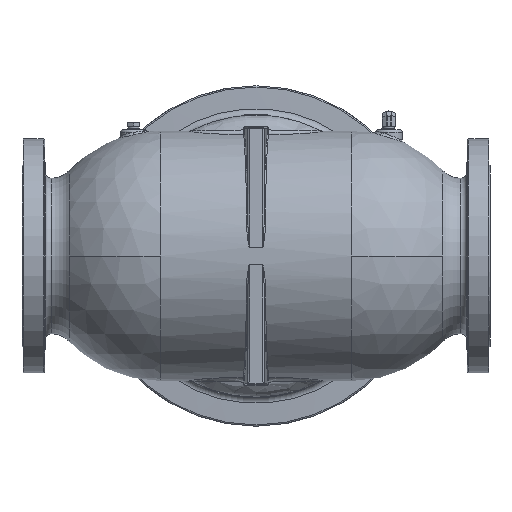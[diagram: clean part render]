
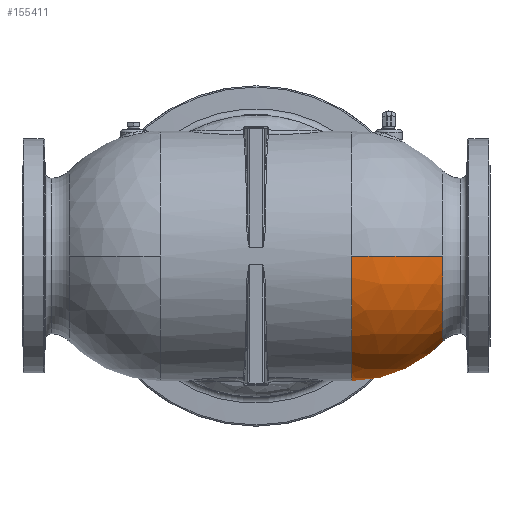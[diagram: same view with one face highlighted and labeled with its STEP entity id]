
A CAD part, front view. The second image highlights one B-rep face of the part: STEP entity #155411.
In plain terms, the highlighted spherical face has radius 149.225 mm.
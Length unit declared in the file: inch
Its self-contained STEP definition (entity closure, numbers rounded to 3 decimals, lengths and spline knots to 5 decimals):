
#1421 = AXIS2_PLACEMENT_3D ( 'NONE', #100150, #25418, #112699 ) ;
#1678 = CIRCLE ( 'NONE', #89503, 5.875 ) ;
#2044 = CARTESIAN_POINT ( 'NONE',  ( 5.43914, 4.1726, -4.02929 ) ) ;
#2586 = CARTESIAN_POINT ( 'NONE',  ( 6.54565, 5.18311, -1.87469 ) ) ;
#7369 = B_SPLINE_CURVE_WITH_KNOTS ( 'NONE', 3,
 ( #95931, #155664, #134635, #37288, #32219, #120780, #161807, #155327, #86502, #14913 ),
 .UNSPECIFIED., .F., .F.,
 ( 4, 2, 2, 2, 4 ),
 ( 0., 0.01341, 0.02012, 0.02348, 0.02683 ),
 .UNSPECIFIED. ) ;
#10199 = CARTESIAN_POINT ( 'NONE',  ( 4.5, 0., 0. ) ) ;
#12118 = EDGE_CURVE ( 'NONE', #34100, #122757, #21717, .T. ) ;
#13753 = CARTESIAN_POINT ( 'NONE',  ( 6.94972, 5.3399, 0. ) ) ;
#14179 = EDGE_CURVE ( 'NONE', #36317, #48531, #64572, .T. ) ;
#14624 = CARTESIAN_POINT ( 'NONE',  ( 5.66576, 4.39957, -3.72154 ) ) ;
#14913 = CARTESIAN_POINT ( 'NONE',  ( 6.94972, 5.3399, 0. ) ) ;
#15154 = CARTESIAN_POINT ( 'NONE',  ( 6.69889, 5.30781, -1.24737 ) ) ;
#16956 = CIRCLE ( 'NONE', #1421, 4.02111 ) ;
#18810 = EDGE_CURVE ( 'NONE', #36018, #91021, #7369, .T. ) ;
#18886 = ORIENTED_EDGE ( 'NONE', *, *, #83809, .T. ) ;
#20672 = ORIENTED_EDGE ( 'NONE', *, *, #155471, .T. ) ;
#21717 = CIRCLE ( 'NONE', #161077, 5.875 ) ;
#23114 = CARTESIAN_POINT ( 'NONE',  ( 4.5, 0., 0. ) ) ;
#25038 = EDGE_CURVE ( 'NONE', #54393, #34100, #160837, .T. ) ;
#25418 = DIRECTION ( 'NONE',  ( -1., 0., 0. ) ) ;
#27040 = DIRECTION ( 'NONE',  ( 0., 0., 1. ) ) ;
#27230 = CARTESIAN_POINT ( 'NONE',  ( 5.97745, 4.69214, -3.21944 ) ) ;
#30081 = AXIS2_PLACEMENT_3D ( 'NONE', #62428, #149851, #74914 ) ;
#32219 = CARTESIAN_POINT ( 'NONE',  ( 6.92665, 5.3394, -0.35458 ) ) ;
#34100 = VERTEX_POINT ( 'NONE', #100019 ) ;
#35454 = DIRECTION ( 'NONE',  ( 0., -1., 0. ) ) ;
#36018 = VERTEX_POINT ( 'NONE', #86013 ) ;
#36317 = VERTEX_POINT ( 'NONE', #42142 ) ;
#37288 = CARTESIAN_POINT ( 'NONE',  ( 6.91291, 5.3391, -0.44188 ) ) ;
#38905 = CARTESIAN_POINT ( 'NONE',  ( 8.78326, 0., -4.02111 ) ) ;
#39876 = CARTESIAN_POINT ( 'NONE',  ( 6.20688, 4.89584, -2.76495 ) ) ;
#40029 = CARTESIAN_POINT ( 'NONE',  ( 4.5, -5.875, 0. ) ) ;
#40195 = VERTEX_POINT ( 'NONE', #63197 ) ;
#42142 = CARTESIAN_POINT ( 'NONE',  ( 8.78326, 4.02111, 0. ) ) ;
#45038 = DIRECTION ( 'NONE',  ( -1., 0., 0. ) ) ;
#48531 = VERTEX_POINT ( 'NONE', #38905 ) ;
#51533 = AXIS2_PLACEMENT_3D ( 'NONE', #23114, #86410, #61889 ) ;
#51844 = CARTESIAN_POINT ( 'NONE',  ( 4.73436, 3.37713, -4.80666 ) ) ;
#52372 = CARTESIAN_POINT ( 'NONE',  ( 6.31099, 4.98575, -2.52611 ) ) ;
#53424 = DIRECTION ( 'NONE',  ( 0., 0., 1. ) ) ;
#54393 = VERTEX_POINT ( 'NONE', #89818 ) ;
#57999 = B_SPLINE_CURVE_WITH_KNOTS ( 'NONE', 3,
 ( #125535, #114006, #51844, #139198, #64364, #151802, #76857, #2044, #89401, #14624, #101959, #27230, #114536, #39876, #127117, #52372, #139726, #64902, #152335, #77387, #2586, #89945, #15154, #102490 ),
 .UNSPECIFIED., .F., .F.,
 ( 4, 2, 2, 2, 2, 2, 2, 2, 2, 2, 2, 4 ),
 ( 0., 0.01672, 0.03344, 0.0418, 0.05015, 0.06687, 0.08359, 0.09195, 0.09613, 0.10031, 0.11703, 0.13375 ),
 .UNSPECIFIED. ) ;
#61889 = DIRECTION ( 'NONE',  ( 0., 0., 1. ) ) ;
#62428 = CARTESIAN_POINT ( 'NONE',  ( 4.5, 0., 0. ) ) ;
#63197 = CARTESIAN_POINT ( 'NONE',  ( 8.78326, -4.02111, 0. ) ) ;
#64364 = CARTESIAN_POINT ( 'NONE',  ( 5.08967, 3.79959, -4.44739 ) ) ;
#64572 = CIRCLE ( 'NONE', #83634, 4.02111 ) ;
#64902 = CARTESIAN_POINT ( 'NONE',  ( 6.36997, 5.03604, -2.37912 ) ) ;
#66292 = DIRECTION ( 'NONE',  ( 0., 0., -1. ) ) ;
#70200 = EDGE_LOOP ( 'NONE', ( #91299, #99943, #20672, #18886, #79923, #128015, #74624, #94644 ) ) ;
#71783 = EDGE_CURVE ( 'NONE', #36317, #91021, #107689, .T. ) ;
#74624 = ORIENTED_EDGE ( 'NONE', *, *, #145040, .T. ) ;
#74914 = DIRECTION ( 'NONE',  ( 0., -1., 0. ) ) ;
#76857 = CARTESIAN_POINT ( 'NONE',  ( 5.32369, 4.05266, -4.17436 ) ) ;
#77387 = CARTESIAN_POINT ( 'NONE',  ( 6.4814, 5.13006, -2.07887 ) ) ;
#79923 = ORIENTED_EDGE ( 'NONE', *, *, #12118, .F. ) ;
#83634 = AXIS2_PLACEMENT_3D ( 'NONE', #140792, #128162, #53424 ) ;
#83809 = EDGE_CURVE ( 'NONE', #40195, #122757, #1678, .T. ) ;
#86013 = CARTESIAN_POINT ( 'NONE',  ( 6.73305, 5.33517, -1.03203 ) ) ;
#86410 = DIRECTION ( 'NONE',  ( -1., 0., 0. ) ) ;
#86502 = CARTESIAN_POINT ( 'NONE',  ( 6.94972, 5.3399, -0.0442 ) ) ;
#87299 = SPHERICAL_SURFACE ( 'NONE', #138560, 5.875 ) ;
#89401 = CARTESIAN_POINT ( 'NONE',  ( 5.49639, 4.23077, -3.95422 ) ) ;
#89503 = AXIS2_PLACEMENT_3D ( 'NONE', #141177, #66292, #153753 ) ;
#89818 = CARTESIAN_POINT ( 'NONE',  ( 4.5, 3.06295, -5.01338 ) ) ;
#89945 = CARTESIAN_POINT ( 'NONE',  ( 6.65439, 5.27199, -1.45894 ) ) ;
#91021 = VERTEX_POINT ( 'NONE', #13753 ) ;
#91299 = ORIENTED_EDGE ( 'NONE', *, *, #71783, .F. ) ;
#94644 = ORIENTED_EDGE ( 'NONE', *, *, #18810, .T. ) ;
#95931 = CARTESIAN_POINT ( 'NONE',  ( 6.73305, 5.33517, -1.03203 ) ) ;
#99943 = ORIENTED_EDGE ( 'NONE', *, *, #14179, .T. ) ;
#100019 = CARTESIAN_POINT ( 'NONE',  ( 4.5, 0., -5.875 ) ) ;
#100150 = CARTESIAN_POINT ( 'NONE',  ( 8.78326, 0., 0. ) ) ;
#101959 = CARTESIAN_POINT ( 'NONE',  ( 5.77364, 4.50272, -3.5591 ) ) ;
#102490 = CARTESIAN_POINT ( 'NONE',  ( 6.73305, 5.33517, -1.03203 ) ) ;
#107689 = CIRCLE ( 'NONE', #30081, 5.875 ) ;
#110144 = DIRECTION ( 'NONE',  ( 0., 0., 1. ) ) ;
#112699 = DIRECTION ( 'NONE',  ( 0., 0., 1. ) ) ;
#114006 = CARTESIAN_POINT ( 'NONE',  ( 4.61615, 3.22497, -4.91439 ) ) ;
#114536 = CARTESIAN_POINT ( 'NONE',  ( 6.07339, 4.7784, -3.04224 ) ) ;
#116620 = FACE_OUTER_BOUND ( 'NONE', #70200, .T. ) ;
#120780 = CARTESIAN_POINT ( 'NONE',  ( 6.94049, 5.3397, -0.22194 ) ) ;
#122757 = VERTEX_POINT ( 'NONE', #40029 ) ;
#125535 = CARTESIAN_POINT ( 'NONE',  ( 4.5, 3.06295, -5.01338 ) ) ;
#127117 = CARTESIAN_POINT ( 'NONE',  ( 6.24965, 4.93299, -2.6706 ) ) ;
#128015 = ORIENTED_EDGE ( 'NONE', *, *, #25038, .F. ) ;
#128162 = DIRECTION ( 'NONE',  ( -1., 0., 0. ) ) ;
#134635 = CARTESIAN_POINT ( 'NONE',  ( 6.85852, 5.33792, -0.70048 ) ) ;
#138560 = AXIS2_PLACEMENT_3D ( 'NONE', #10199, #110144, #35454 ) ;
#139198 = CARTESIAN_POINT ( 'NONE',  ( 4.97111, 3.66444, -4.57316 ) ) ;
#139726 = CARTESIAN_POINT ( 'NONE',  ( 6.33098, 5.00285, -2.47745 ) ) ;
#140079 = CARTESIAN_POINT ( 'NONE',  ( 4.5, 0., 0. ) ) ;
#140792 = CARTESIAN_POINT ( 'NONE',  ( 8.78326, 0., 0. ) ) ;
#141177 = CARTESIAN_POINT ( 'NONE',  ( 4.5, 0., 0. ) ) ;
#145040 = EDGE_CURVE ( 'NONE', #54393, #36018, #57999, .T. ) ;
#149851 = DIRECTION ( 'NONE',  ( 0., 0., 1. ) ) ;
#151802 = CARTESIAN_POINT ( 'NONE',  ( 5.26544, 3.99083, -4.24442 ) ) ;
#152335 = CARTESIAN_POINT ( 'NONE',  ( 6.38901, 5.05216, -2.32939 ) ) ;
#153753 = DIRECTION ( 'NONE',  ( -1., 0., 0. ) ) ;
#155327 = CARTESIAN_POINT ( 'NONE',  ( 6.94858, 5.33987, -0.0885 ) ) ;
#155411 = ADVANCED_FACE ( 'NONE', ( #116620 ), #87299, .T. ) ;
#155471 = EDGE_CURVE ( 'NONE', #48531, #40195, #16956, .T. ) ;
#155664 = CARTESIAN_POINT ( 'NONE',  ( 6.80483, 5.33675, -0.86852 ) ) ;
#160837 = CIRCLE ( 'NONE', #51533, 5.875 ) ;
#161077 = AXIS2_PLACEMENT_3D ( 'NONE', #140079, #45038, #27040 ) ;
#161807 = CARTESIAN_POINT ( 'NONE',  ( 6.94397, 5.33977, -0.17733 ) ) ;
